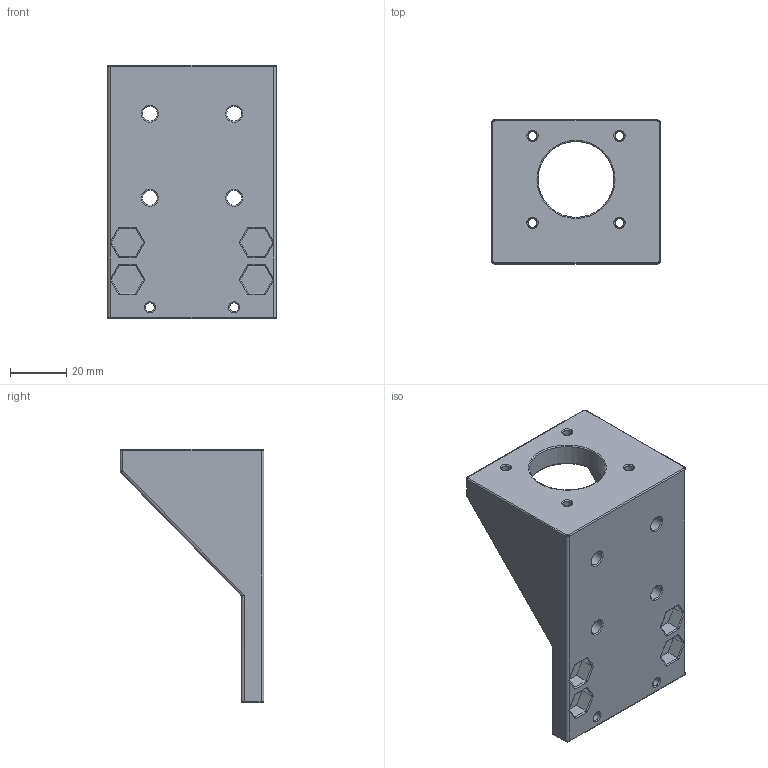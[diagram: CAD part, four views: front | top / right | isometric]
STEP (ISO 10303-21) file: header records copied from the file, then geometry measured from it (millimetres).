
FILE_DESCRIPTION(/* description */ (''),/* implementation_level */ '2;1');
FILE_NAME(/* name */ 'B-BK_Mount_Thin_Motor_3-T.stp',/* time_stamp */ '2020-10-13T11:47:47-07:00',/* author */ (''),/* organization */ (''),/* preprocessor_version */ 'ST-DEVELOPER v18.1',/* originating_system */ 'Autodesk Translation Framework v9.3.0.1241',/* authorisation */ '');
FILE_SCHEMA (('AUTOMOTIVE_DESIGN { 1 0 10303 214 3 1 1 }'));
Length unit declared in the file: millimetre
Products named in the file (1): FusionComponent
Bounding box: 60 x 51.21 x 90.15 mm (x, y, z)
Volume: 71415.6 mm3; surface area: 23258.3 mm2
Topology: 1 solids, 1 shells, 167 faces, 406 edges, 241 vertices
Faces by surface type: cylinder 67, plane 44, torus 34, bspline 20, sphere 2
Full cylindrical faces by diameter (mm): 3.2 x6, 5.3 x4, 6.4 x4, 27 x1
Entity records: 7410 total; most frequent: CARTESIAN_POINT 3420, DIRECTION 861, ORIENTED_EDGE 804, EDGE_CURVE 402, AXIS2_PLACEMENT_3D 345, VERTEX_POINT 241, EDGE_LOOP 193, LINE 171
